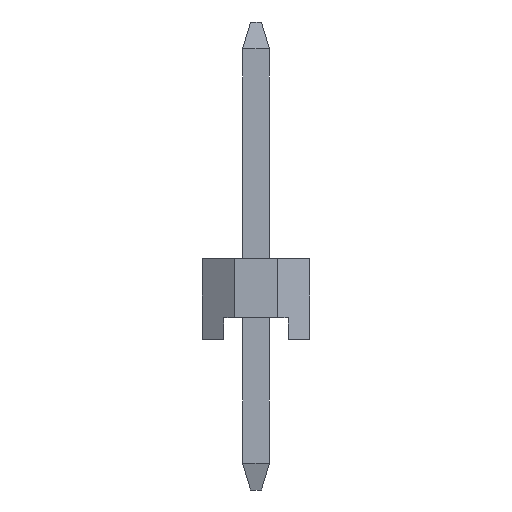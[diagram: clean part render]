
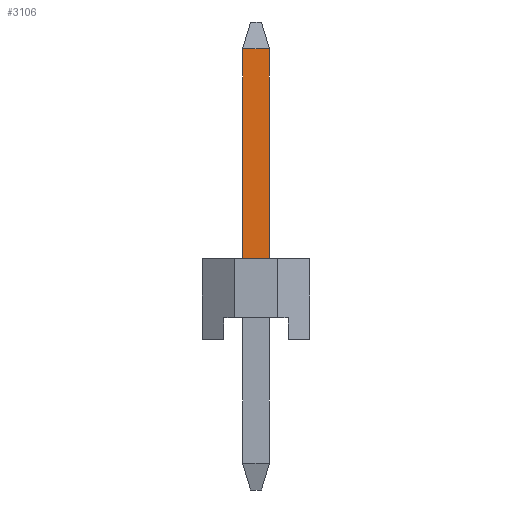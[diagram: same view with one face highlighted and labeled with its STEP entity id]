
A CAD part, left-side view. The second image highlights one B-rep face of the part: STEP entity #3106.
In plain terms, the highlighted planar face has unit normal (-1, 0, 0).
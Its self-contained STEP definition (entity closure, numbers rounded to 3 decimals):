
#180=FACE_OUTER_BOUND('',#364,.T.);
#364=EDGE_LOOP('',(#2697,#2698,#2699,#2700));
#599=LINE('',#4522,#1025);
#775=LINE('',#4891,#1201);
#778=LINE('',#4897,#1204);
#779=LINE('',#4898,#1205);
#1025=VECTOR('',#3628,0.5);
#1201=VECTOR('',#4020,3.9);
#1204=VECTOR('',#4025,3.9);
#1205=VECTOR('',#4026,0.5);
#1401=VERTEX_POINT('',#4519);
#1402=VERTEX_POINT('',#4521);
#1487=VERTEX_POINT('',#4890);
#1489=VERTEX_POINT('',#4896);
#1719=EDGE_CURVE('',#1401,#1402,#599,.T.);
#1895=EDGE_CURVE('',#1487,#1402,#775,.T.);
#1898=EDGE_CURVE('',#1401,#1489,#778,.T.);
#1899=EDGE_CURVE('',#1489,#1487,#779,.T.);
#2697=ORIENTED_EDGE('',*,*,#1719,.F.);
#2698=ORIENTED_EDGE('',*,*,#1898,.T.);
#2699=ORIENTED_EDGE('',*,*,#1899,.T.);
#2700=ORIENTED_EDGE('',*,*,#1895,.T.);
#2934=PLANE('',#3301);
#3106=ADVANCED_FACE('',(#180),#2934,.T.);
#3301=AXIS2_PLACEMENT_3D('',#4895,#4023,#4024);
#3628=DIRECTION('',(0.,1.,0.));
#4020=DIRECTION('',(0.,0.,-1.));
#4023=DIRECTION('center_axis',(-1.,0.,0.));
#4024=DIRECTION('ref_axis',(0.,1.,0.));
#4025=DIRECTION('',(0.,0.,1.));
#4026=DIRECTION('',(0.,1.,0.));
#4519=CARTESIAN_POINT('',(-19.997,12.762,-0.425));
#4521=CARTESIAN_POINT('',(-19.997,13.262,-0.425));
#4522=CARTESIAN_POINT('',(-19.997,13.137,-0.425));
#4890=CARTESIAN_POINT('',(-19.997,13.262,3.475));
#4891=CARTESIAN_POINT('',(-19.997,13.262,3.475));
#4895=CARTESIAN_POINT('Origin',(-19.997,13.012,3.975));
#4896=CARTESIAN_POINT('',(-19.997,12.762,3.475));
#4897=CARTESIAN_POINT('',(-19.997,12.762,-3.025));
#4898=CARTESIAN_POINT('',(-19.997,12.762,3.475));
